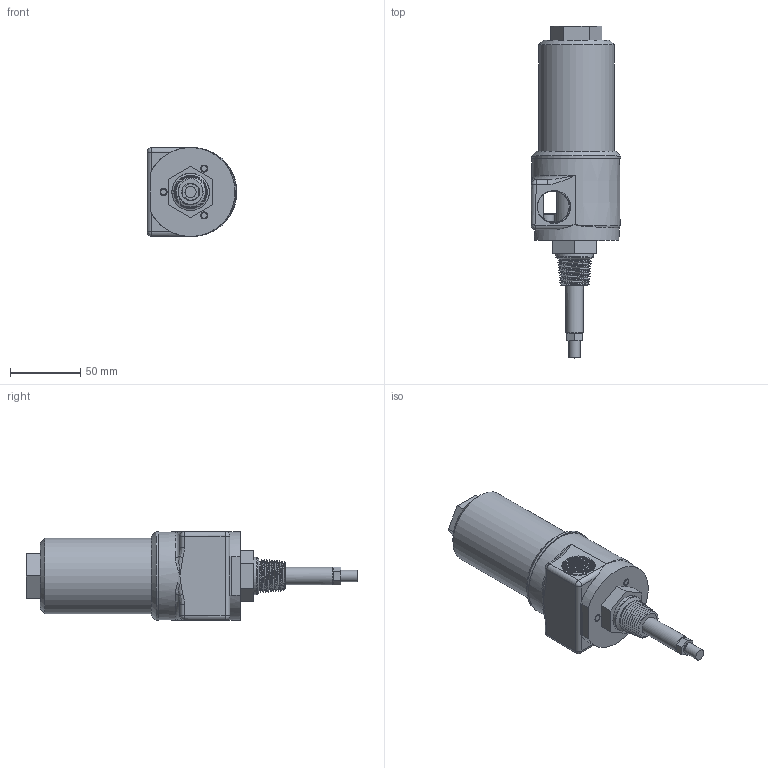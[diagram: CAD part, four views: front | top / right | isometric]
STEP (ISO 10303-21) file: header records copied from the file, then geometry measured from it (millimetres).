
FILE_DESCRIPTION(/* description */ (''),/* implementation_level */ '2;1');
FILE_NAME(/* name */ 'DM91000.stp',/* time_stamp */ '2017-05-05T16:28:41-04:00',/* author */ ('aneininger'),/* organization */ ('CONNECTION TECHNOLOGY CENTER'),/* preprocessor_version */ 'ST-DEVELOPER v16.5',/* originating_system */ 'Autodesk Inventor 2017',/* authorisation */ '');
FILE_SCHEMA (('AUTOMOTIVE_DESIGN { 1 0 10303 214 3 1 1 }'));
Products named in the file (1): Part8
Bounding box: 64.04 x 236.74 x 63.5 mm (x, y, z)
Volume: 248958.8 mm3; surface area: 95155 mm2
Topology: 1 solids, 1 shells, 444 faces, 1262 edges, 837 vertices
Faces by surface type: plane 164, cylinder 105, bspline 82, cone 68, torus 21, sphere 4
Full cylindrical faces by diameter (mm): 2.642 x2, 3.505 x1, 4.623 x1, 4.978 x9, 6.096 x2, 6.172 x1, 6.604 x2, 6.807 x1, 7.366 x1, 8 x1, 8.382 x1, 9.525 x3, 12.446 x2, 12.802 x1, 12.827 x2, 13.97 x1, 15.875 x3, 16.002 x1, 16.967 x1, 19.685 x1, 19.812 x1, 22.631 x2, 26.67 x1, 28.575 x2, 30.226 x1, 36.512 x1, 43.815 x1, 53.975 x1, 63.5 x1
Entity records: 34664 total; most frequent: CARTESIAN_POINT 24892, ORIENTED_EDGE 2178, DIRECTION 1756, EDGE_CURVE 1089, VERTEX_POINT 774, AXIS2_PLACEMENT_3D 732, EDGE_LOOP 563, FACE_OUTER_BOUND 429
